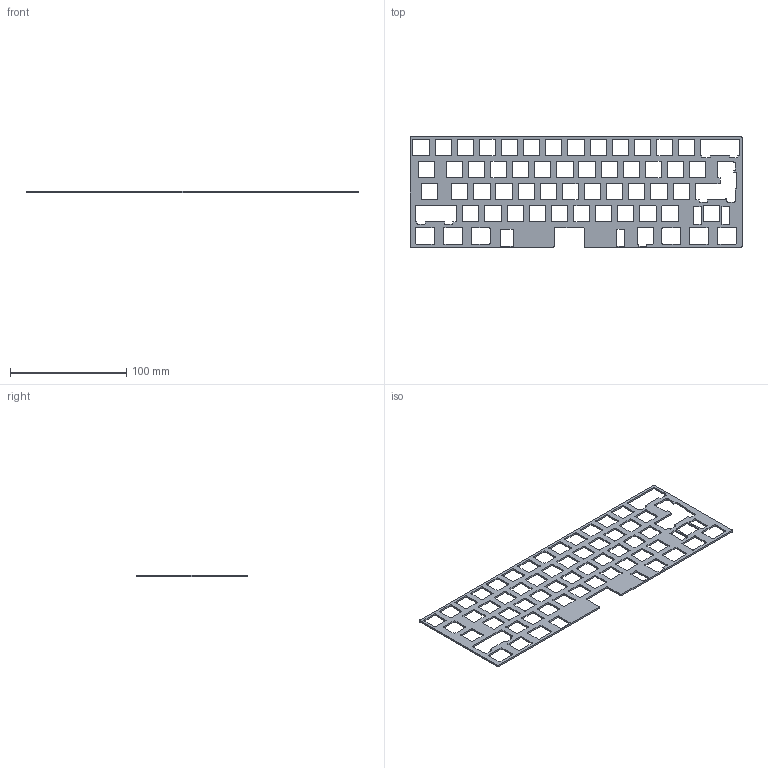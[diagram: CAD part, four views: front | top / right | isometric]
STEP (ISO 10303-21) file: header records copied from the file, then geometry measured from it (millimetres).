
FILE_DESCRIPTION(/* description */ (''),/* implementation_level */ '2;1');
FILE_NAME(/* name */ 'MX Universal Plate v3.step',/* time_stamp */ '2021-03-02T03:41:53-05:00',/* author */ (''),/* organization */ (''),/* preprocessor_version */ 'ST-DEVELOPER v18.1',/* originating_system */ 'Autodesk Translation Framework v9.7.1.1290',/* authorisation */ '');
FILE_SCHEMA (('AUTOMOTIVE_DESIGN { 1 0 10303 214 3 1 1 }'));
Length unit declared in the file: millimetre
Products named in the file (1): MX Universal Plate
Bounding box: 285.75 x 95.75 x 1.5 mm (x, y, z)
Volume: 20155.7 mm3; surface area: 33554.4 mm2
Topology: 1 solids, 1 shells, 586 faces, 1752 edges, 1168 vertices
Faces by surface type: plane 304, cylinder 282
Entity records: 20145 total; most frequent: CARTESIAN_POINT 3507, ORIENTED_EDGE 3504, DIRECTION 3490, EDGE_CURVE 1752, LINE 1188, VECTOR 1188, VERTEX_POINT 1168, AXIS2_PLACEMENT_3D 1151
